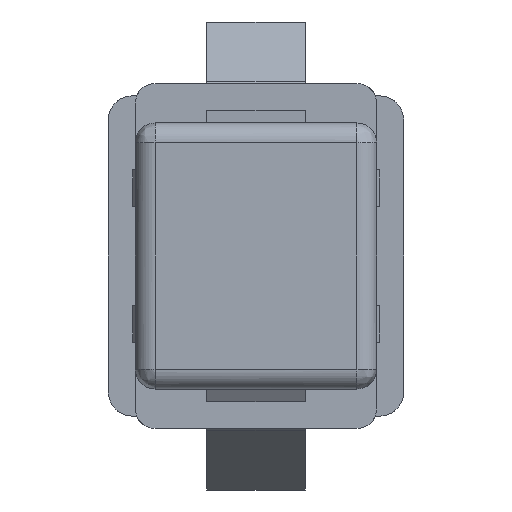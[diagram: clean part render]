
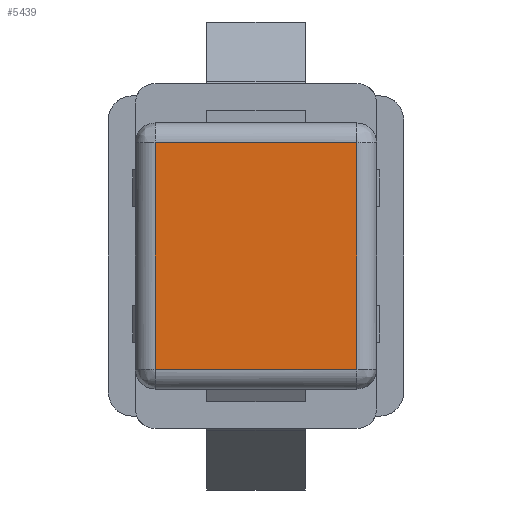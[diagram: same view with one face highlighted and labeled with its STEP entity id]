
A CAD part, left-side view. The second image highlights one B-rep face of the part: STEP entity #5439.
In plain terms, the highlighted free-form (B-spline) face has degree [1, 1] with [2, 2] control points.
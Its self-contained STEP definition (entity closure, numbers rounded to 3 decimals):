
#3618=CARTESIAN_POINT('',(-20.5,4.1,4.6));
#3619=VERTEX_POINT('',#3618);
#3735=CARTESIAN_POINT('',(-20.5,4.1,-4.6));
#3736=VERTEX_POINT('',#3735);
#3852=CARTESIAN_POINT('',(-20.5,-4.1,-4.6));
#3853=VERTEX_POINT('',#3852);
#3969=CARTESIAN_POINT('',(-20.5,-4.1,4.6));
#3970=VERTEX_POINT('',#3969);
#4265=CARTESIAN_POINT('',(-20.5,-4.1,4.6));
#4266=CARTESIAN_POINT('',(-20.5,4.1,4.6));
#4267=QUASI_UNIFORM_CURVE('',1,(#4265,#4266),.UNSPECIFIED.,.F.,.U.);
#4268=EDGE_CURVE('',#3970,#3619,#4267,.T.);
#4288=CARTESIAN_POINT('',(-20.5,4.1,4.6));
#4289=CARTESIAN_POINT('',(-20.5,4.1,-4.6));
#4290=QUASI_UNIFORM_CURVE('',1,(#4288,#4289),.UNSPECIFIED.,.F.,.U.);
#4291=EDGE_CURVE('',#3619,#3736,#4290,.T.);
#4317=CARTESIAN_POINT('',(-20.5,-4.1,-4.6));
#4318=CARTESIAN_POINT('',(-20.5,-4.1,4.6));
#4319=QUASI_UNIFORM_CURVE('',1,(#4317,#4318),.UNSPECIFIED.,.F.,.U.);
#4320=EDGE_CURVE('',#3853,#3970,#4319,.T.);
#4346=CARTESIAN_POINT('',(-20.5,4.1,-4.6));
#4347=CARTESIAN_POINT('',(-20.5,-4.1,-4.6));
#4348=QUASI_UNIFORM_CURVE('',1,(#4346,#4347),.UNSPECIFIED.,.F.,.U.);
#4349=EDGE_CURVE('',#3736,#3853,#4348,.T.);
#5428=CARTESIAN_POINT('',(-20.5,-4.51,5.06));
#5429=CARTESIAN_POINT('',(-20.5,-4.51,-5.06));
#5430=CARTESIAN_POINT('',(-20.5,4.51,5.06));
#5431=CARTESIAN_POINT('',(-20.5,4.51,-5.06));
#5432=B_SPLINE_SURFACE_WITH_KNOTS('',1,1,((#5428,#5430),(#5429,#5431)),.UNSPECIFIED.,.F.,.F.,.U.,(2,2),(2,2),(0.0,10.119),(0.0,9.019),.UNSPECIFIED.);
#5433=ORIENTED_EDGE('',*,*,#4320,.T.);
#5434=ORIENTED_EDGE('',*,*,#4268,.T.);
#5435=ORIENTED_EDGE('',*,*,#4291,.T.);
#5436=ORIENTED_EDGE('',*,*,#4349,.T.);
#5437=EDGE_LOOP('',(#5433,#5434,#5435,#5436));
#5438=FACE_OUTER_BOUND('',#5437,.T.);
#5439=ADVANCED_FACE('',(#5438),#5432,.F.);
